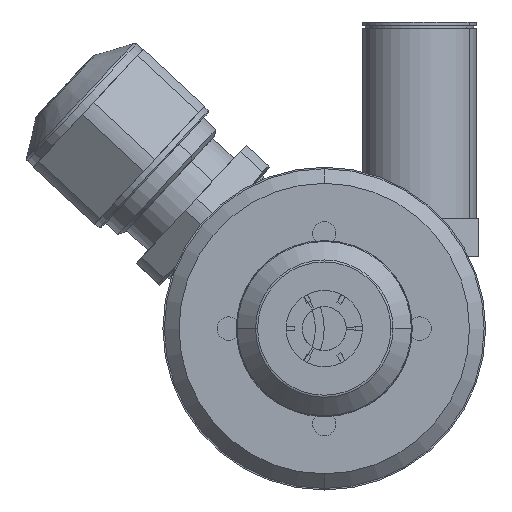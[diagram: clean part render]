
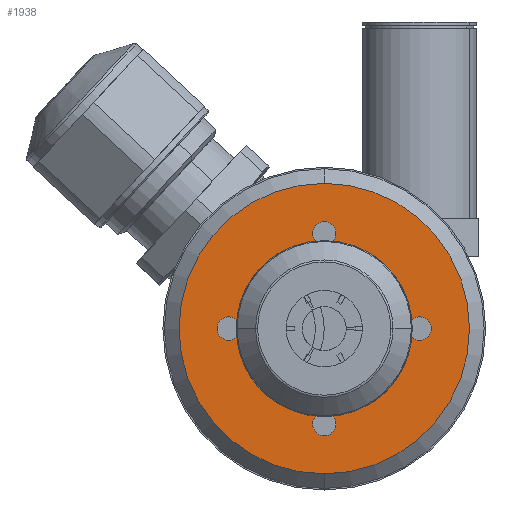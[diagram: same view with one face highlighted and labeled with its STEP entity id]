
A CAD part, left-side view. The second image highlights one B-rep face of the part: STEP entity #1938.
In plain terms, the highlighted planar face has unit normal (-1, 0, 0).
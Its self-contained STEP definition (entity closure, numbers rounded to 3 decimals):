
#1555 = VERTEX_POINT ( 'NONE', #5478 ) ;
#1565 = VERTEX_POINT ( 'NONE', #5617 ) ;
#1659 = EDGE_CURVE ( 'NONE', #1555, #1565, #5735, .T. ) ;
#1661 = EDGE_CURVE ( 'NONE', #1848, #1734, #5717, .T. ) ;
#1662 = EDGE_CURVE ( 'NONE', #1744, #1742, #5721, .T. ) ;
#1663 = VERTEX_POINT ( 'NONE', #5696 ) ;
#1666 = EDGE_CURVE ( 'NONE', #1747, #1663, #5702, .T. ) ;
#1670 = VERTEX_POINT ( 'NONE', #5843 ) ;
#1705 = EDGE_CURVE ( 'NONE', #1663, #1747, #5783, .T. ) ;
#1709 = EDGE_LOOP ( 'NONE', ( #1893, #1941 ) ) ;
#1713 = EDGE_LOOP ( 'NONE', ( #1946, #1944 ) ) ;
#1714 = ORIENTED_EDGE ( 'NONE', *, *, #1659, .T. ) ;
#1734 = VERTEX_POINT ( 'NONE', #5909 ) ;
#1735 = EDGE_CURVE ( 'NONE', #1734, #1848, #5920, .T. ) ;
#1736 = VERTEX_POINT ( 'NONE', #5911 ) ;
#1742 = VERTEX_POINT ( 'NONE', #5912 ) ;
#1744 = VERTEX_POINT ( 'NONE', #5775 ) ;
#1747 = VERTEX_POINT ( 'NONE', #5768 ) ;
#1835 = EDGE_CURVE ( 'NONE', #1670, #1736, #6125, .T. ) ;
#1848 = VERTEX_POINT ( 'NONE', #6049 ) ;
#1873 = EDGE_LOOP ( 'NONE', ( #1950, #1920 ) ) ;
#1891 = EDGE_CURVE ( 'NONE', #1742, #1744, #6193, .T. ) ;
#1893 = ORIENTED_EDGE ( 'NONE', *, *, #1705, .F. ) ;
#1898 = EDGE_CURVE ( 'NONE', #1736, #1670, #6276, .T. ) ;
#1901 = EDGE_LOOP ( 'NONE', ( #1940, #1714 ) ) ;
#1918 = ORIENTED_EDGE ( 'NONE', *, *, #1921, .F. ) ;
#1919 = EDGE_LOOP ( 'NONE', ( #1918, #1926 ) ) ;
#1920 = ORIENTED_EDGE ( 'NONE', *, *, #1835, .F. ) ;
#1921 = EDGE_CURVE ( 'NONE', #1947, #1949, #6178, .T. ) ;
#1922 = EDGE_CURVE ( 'NONE', #1949, #1947, #6293, .T. ) ;
#1926 = ORIENTED_EDGE ( 'NONE', *, *, #1922, .F. ) ;
#1938 = ADVANCED_FACE ( 'NONE', ( #6179, #6140, #6146, #6238, #6235, #6145 ), #6144, .F. ) ;
#1939 = ORIENTED_EDGE ( 'NONE', *, *, #1891, .F. ) ;
#1940 = ORIENTED_EDGE ( 'NONE', *, *, #1942, .T. ) ;
#1941 = ORIENTED_EDGE ( 'NONE', *, *, #1666, .F. ) ;
#1942 = EDGE_CURVE ( 'NONE', #1565, #1555, #6222, .T. ) ;
#1943 = ORIENTED_EDGE ( 'NONE', *, *, #1662, .F. ) ;
#1944 = ORIENTED_EDGE ( 'NONE', *, *, #1735, .F. ) ;
#1945 = EDGE_LOOP ( 'NONE', ( #1939, #1943 ) ) ;
#1946 = ORIENTED_EDGE ( 'NONE', *, *, #1661, .F. ) ;
#1947 = VERTEX_POINT ( 'NONE', #6302 ) ;
#1949 = VERTEX_POINT ( 'NONE', #6234 ) ;
#1950 = ORIENTED_EDGE ( 'NONE', *, *, #1898, .F. ) ;
#5478 = CARTESIAN_POINT ( 'NONE',  ( -73.4, 0., 9.9 ) ) ;
#5617 = CARTESIAN_POINT ( 'NONE',  ( -73.4, 0., -9.9 ) ) ;
#5690 = DIRECTION ( 'NONE',  ( 0., 0., 1. ) ) ;
#5691 = DIRECTION ( 'NONE',  ( -1., 0., 0. ) ) ;
#5693 = CARTESIAN_POINT ( 'NONE',  ( -73.4, -6.5, 0. ) ) ;
#5694 = DIRECTION ( 'NONE',  ( 0., 0., 1. ) ) ;
#5695 = DIRECTION ( 'NONE',  ( -1., 0., 0. ) ) ;
#5696 = CARTESIAN_POINT ( 'NONE',  ( -73.4, 0., -5.7 ) ) ;
#5697 = DIRECTION ( 'NONE',  ( 0., 0., -1. ) ) ;
#5699 = AXIS2_PLACEMENT_3D ( 'NONE', #5700, #5695, #5694 ) ;
#5700 = CARTESIAN_POINT ( 'NONE',  ( -73.4, 0., 6.5 ) ) ;
#5702 = CIRCLE ( 'NONE', #5845, 0.8 ) ;
#5703 = AXIS2_PLACEMENT_3D ( 'NONE', #5693, #5691, #5690 ) ;
#5704 = AXIS2_PLACEMENT_3D ( 'NONE', #5714, #5713, #5697 ) ;
#5713 = DIRECTION ( 'NONE',  ( -1., 0., 0. ) ) ;
#5714 = CARTESIAN_POINT ( 'NONE',  ( -73.4, 0., 0. ) ) ;
#5717 = CIRCLE ( 'NONE', #5699, 0.8 ) ;
#5721 = CIRCLE ( 'NONE', #5703, 0.8 ) ;
#5735 = CIRCLE ( 'NONE', #5704, 9.9 ) ;
#5768 = CARTESIAN_POINT ( 'NONE',  ( -73.4, 0., -7.3 ) ) ;
#5771 = DIRECTION ( 'NONE',  ( 0., 0., 1. ) ) ;
#5772 = DIRECTION ( 'NONE',  ( -1., 0., 0. ) ) ;
#5773 = CARTESIAN_POINT ( 'NONE',  ( -73.4, 0., 6.5 ) ) ;
#5775 = CARTESIAN_POINT ( 'NONE',  ( -73.4, -6.5, -0.8 ) ) ;
#5776 = AXIS2_PLACEMENT_3D ( 'NONE', #5773, #5772, #5771 ) ;
#5783 = CIRCLE ( 'NONE', #5897, 0.8 ) ;
#5789 = CARTESIAN_POINT ( 'NONE',  ( -73.4, 0., -6.5 ) ) ;
#5836 = DIRECTION ( 'NONE',  ( 0., 0., 1. ) ) ;
#5837 = DIRECTION ( 'NONE',  ( -1., 0., 0. ) ) ;
#5842 = CARTESIAN_POINT ( 'NONE',  ( -73.4, 0., -6.5 ) ) ;
#5843 = CARTESIAN_POINT ( 'NONE',  ( -73.4, 6.5, -0.8 ) ) ;
#5845 = AXIS2_PLACEMENT_3D ( 'NONE', #5842, #5837, #5836 ) ;
#5895 = DIRECTION ( 'NONE',  ( 0., 0., 1. ) ) ;
#5896 = DIRECTION ( 'NONE',  ( -1., 0., 0. ) ) ;
#5897 = AXIS2_PLACEMENT_3D ( 'NONE', #5789, #5896, #5895 ) ;
#5909 = CARTESIAN_POINT ( 'NONE',  ( -73.4, 0., 5.7 ) ) ;
#5911 = CARTESIAN_POINT ( 'NONE',  ( -73.4, 6.5, 0.8 ) ) ;
#5912 = CARTESIAN_POINT ( 'NONE',  ( -73.4, -6.5, 0.8 ) ) ;
#5920 = CIRCLE ( 'NONE', #5776, 0.8 ) ;
#5942 = CARTESIAN_POINT ( 'NONE',  ( -73.4, 6.5, 0. ) ) ;
#6049 = CARTESIAN_POINT ( 'NONE',  ( -73.4, 0., 7.3 ) ) ;
#6117 = DIRECTION ( 'NONE',  ( 0., 0., 1. ) ) ;
#6118 = DIRECTION ( 'NONE',  ( -1., 0., 0. ) ) ;
#6125 = CIRCLE ( 'NONE', #6127, 0.8 ) ;
#6127 = AXIS2_PLACEMENT_3D ( 'NONE', #5942, #6118, #6117 ) ;
#6140 = FACE_BOUND ( 'NONE', #1709, .T. ) ;
#6144 = PLANE ( 'NONE',  #6233 ) ;
#6145 = FACE_BOUND ( 'NONE', #1919, .T. ) ;
#6146 = FACE_BOUND ( 'NONE', #1945, .T. ) ;
#6147 = DIRECTION ( 'NONE',  ( 1., 0., 0. ) ) ;
#6160 = CARTESIAN_POINT ( 'NONE',  ( -73.4, 0., 0. ) ) ;
#6173 = AXIS2_PLACEMENT_3D ( 'NONE', #6259, #6258, #6257 ) ;
#6174 = DIRECTION ( 'NONE',  ( 0., 0., 1. ) ) ;
#6175 = DIRECTION ( 'NONE',  ( -1., 0., 0. ) ) ;
#6178 = CIRCLE ( 'NONE', #6278, 4.625 ) ;
#6179 = FACE_OUTER_BOUND ( 'NONE', #1901, .T. ) ;
#6193 = CIRCLE ( 'NONE', #6275, 0.8 ) ;
#6206 = DIRECTION ( 'NONE',  ( 0., 0., 1. ) ) ;
#6207 = DIRECTION ( 'NONE',  ( -1., 0., 0. ) ) ;
#6222 = CIRCLE ( 'NONE', #6304, 9.9 ) ;
#6225 = CARTESIAN_POINT ( 'NONE',  ( -73.4, 6.5, 0. ) ) ;
#6226 = AXIS2_PLACEMENT_3D ( 'NONE', #6225, #6317, #6316 ) ;
#6233 = AXIS2_PLACEMENT_3D ( 'NONE', #6254, #6147, #6303 ) ;
#6234 = CARTESIAN_POINT ( 'NONE',  ( -73.4, 0., -4.625 ) ) ;
#6235 = FACE_BOUND ( 'NONE', #1873, .T. ) ;
#6238 = FACE_BOUND ( 'NONE', #1713, .T. ) ;
#6254 = CARTESIAN_POINT ( 'NONE',  ( -73.4, 10.9, 0. ) ) ;
#6257 = DIRECTION ( 'NONE',  ( 0., 0., 1. ) ) ;
#6258 = DIRECTION ( 'NONE',  ( -1., 0., 0. ) ) ;
#6259 = CARTESIAN_POINT ( 'NONE',  ( -73.4, 0., 0. ) ) ;
#6274 = CARTESIAN_POINT ( 'NONE',  ( -73.4, -6.5, 0. ) ) ;
#6275 = AXIS2_PLACEMENT_3D ( 'NONE', #6274, #6207, #6206 ) ;
#6276 = CIRCLE ( 'NONE', #6226, 0.8 ) ;
#6278 = AXIS2_PLACEMENT_3D ( 'NONE', #6160, #6175, #6174 ) ;
#6293 = CIRCLE ( 'NONE', #6173, 4.625 ) ;
#6298 = DIRECTION ( 'NONE',  ( 0., 0., -1. ) ) ;
#6299 = DIRECTION ( 'NONE',  ( -1., 0., 0. ) ) ;
#6300 = CARTESIAN_POINT ( 'NONE',  ( -73.4, 0., 0. ) ) ;
#6302 = CARTESIAN_POINT ( 'NONE',  ( -73.4, 0., 4.625 ) ) ;
#6303 = DIRECTION ( 'NONE',  ( 0., 0., -1. ) ) ;
#6304 = AXIS2_PLACEMENT_3D ( 'NONE', #6300, #6299, #6298 ) ;
#6316 = DIRECTION ( 'NONE',  ( 0., 0., 1. ) ) ;
#6317 = DIRECTION ( 'NONE',  ( -1., 0., 0. ) ) ;
